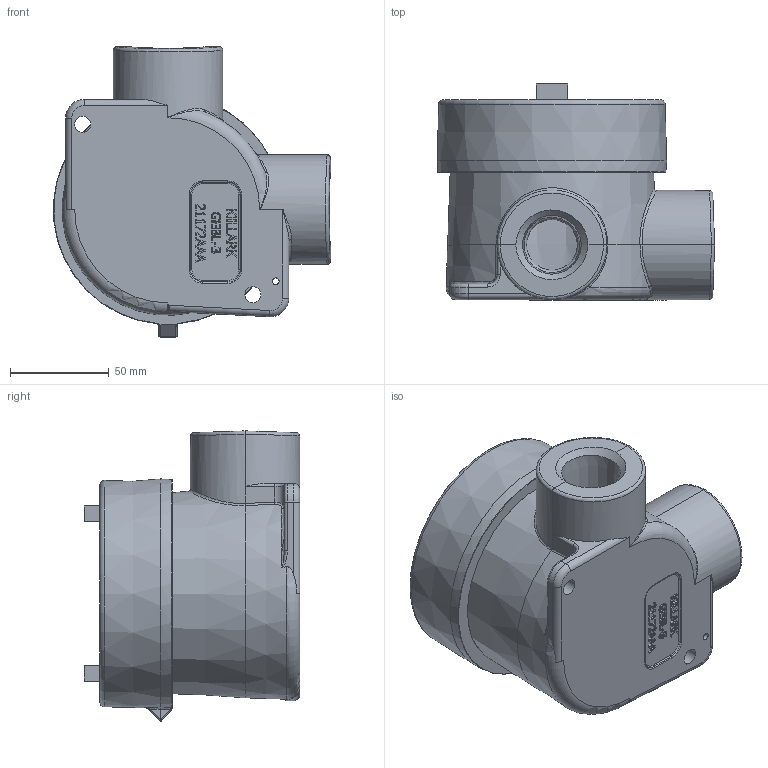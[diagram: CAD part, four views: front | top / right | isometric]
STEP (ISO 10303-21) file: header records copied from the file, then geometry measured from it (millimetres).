
FILE_DESCRIPTION(/* description */ (''),/* implementation_level */ '2;1');
FILE_NAME(/* name */ 'KIL_GEBL-3.stp',/* time_stamp */ '2021-02-10T17:11:08+06:00',/* author */ ('kr'),/* organization */ (''),/* preprocessor_version */ 'ST-DEVELOPER v18',/* originating_system */ 'Autodesk Inventor 2020',/* authorisation */ '');
FILE_SCHEMA (('AUTOMOTIVE_DESIGN { 1 0 10303 214 3 1 1 }'));
Products named in the file (3): GEBL-3; 21172; 21147-override
Assembly tree (2 placements, depth 2):
  GEBL-3
    21172
    21147-override
Bounding box: 140.65 x 109.47 x 147.27 mm (x, y, z)
Volume: 605371.1 mm3; surface area: 129388.7 mm2
Topology: 2 solids, 2 shells, 811 faces, 2120 edges, 1346 vertices
Faces by surface type: plane 405, bspline 250, cylinder 83, torus 49, cone 14, sphere 10
Full cylindrical faces by diameter (mm): 3.454 x1, 8.153 x2, 25.73 x2, 39.573 x2, 97.104 x1, 102.743 x1
Entity records: 52261 total; most frequent: CARTESIAN_POINT 33767, ORIENTED_EDGE 4212, DIRECTION 3106, EDGE_CURVE 2106, VERTEX_POINT 1347, LINE 1234, VECTOR 1234, AXIS2_PLACEMENT_3D 936
